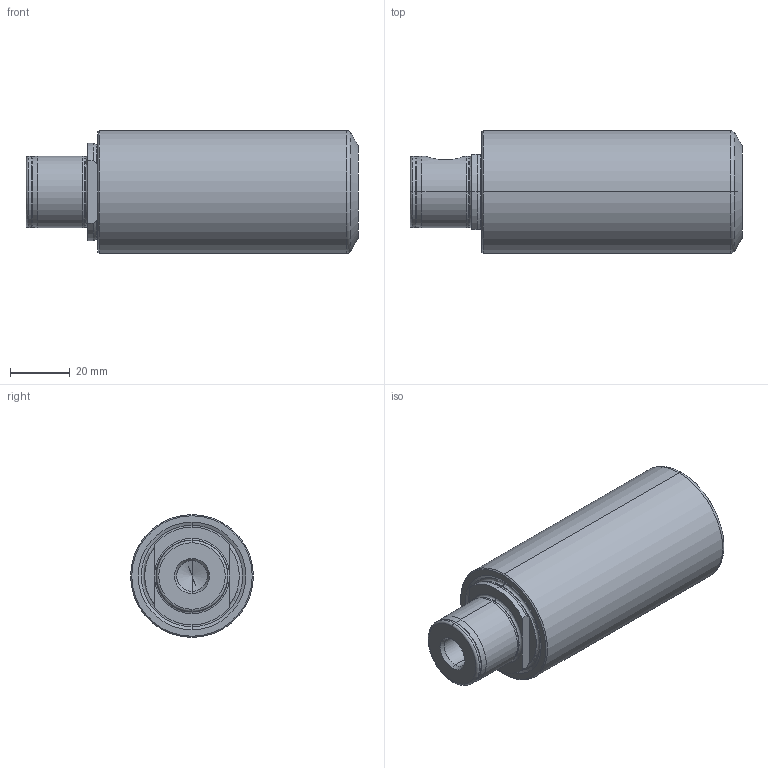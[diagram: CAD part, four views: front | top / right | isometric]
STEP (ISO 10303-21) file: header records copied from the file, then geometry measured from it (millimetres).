
FILE_DESCRIPTION (( 'STEP AP214' ), '1' );
FILE_NAME ('233.420.082.STEP', '2024-08-23T10:15:58', ( '' ), ( '' ), 'SwSTEP 2.0', 'SolidWorks 2022', '' );
FILE_SCHEMA (( 'AUTOMOTIVE_DESIGN' ));
Length unit declared in the file: millimetre
Products named in the file (1): 233.420.082
Bounding box: 110.75 x 41 x 41 mm (x, y, z)
Volume: 121862.6 mm3; surface area: 16575.8 mm2
Topology: 1 solids, 1 shells, 69 faces, 154 edges, 86 vertices
Faces by surface type: cone 27, torus 18, cylinder 13, plane 11
Entity records: 2087 total; most frequent: CARTESIAN_POINT 513, DIRECTION 360, ORIENTED_EDGE 300, AXIS2_PLACEMENT_3D 156, EDGE_CURVE 150, CIRCLE 86, VERTEX_POINT 86, EDGE_LOOP 74
